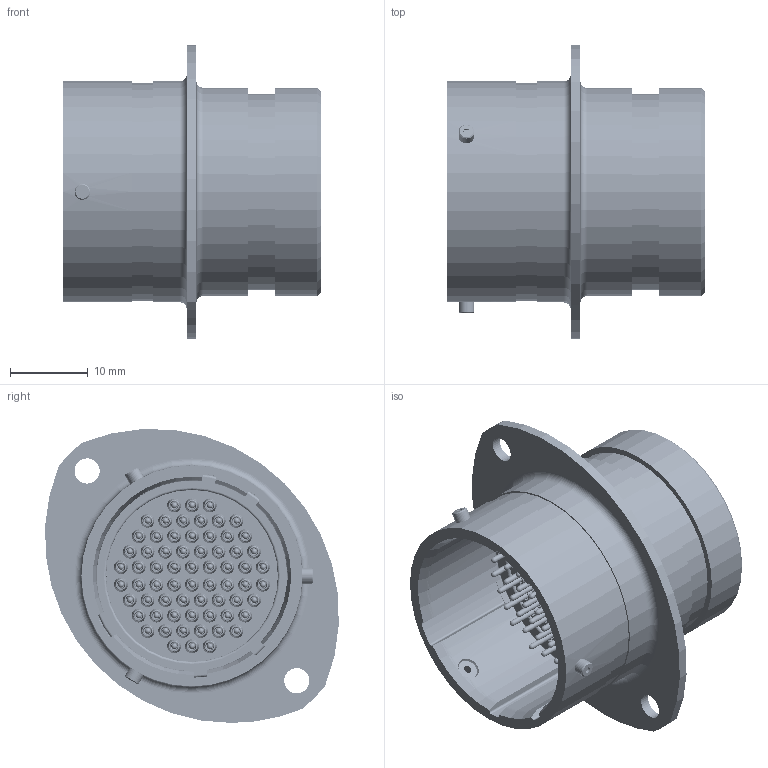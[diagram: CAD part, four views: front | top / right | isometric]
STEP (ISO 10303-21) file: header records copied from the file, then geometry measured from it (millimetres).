
FILE_DESCRIPTION (( 'STEP AP214' ), '1' );
FILE_NAME ('AS018-35PB.STEP', '2017-08-04T10:04:12', ( '' ), ( '' ), 'SwSTEP 2.0', 'SolidWorks 2015', '' );
FILE_SCHEMA (( 'AUTOMOTIVE_DESIGN' ));
Length unit declared in the file: inch
Products named in the file (1): AS018-35PB
Bounding box: 33.31 x 37.8 x 37.85 mm (x, y, z)
Volume: 11170.6 mm3; surface area: 14071.1 mm2
Topology: 4 solids, 74 shells, 6024 faces, 12144 edges, 6931 vertices
Faces by surface type: torus 2400, cylinder 1822, cone 944, plane 842, sphere 16
Entity records: 234067 total; most frequent: DIRECTION 33419, CARTESIAN_POINT 25469, ORIENTED_EDGE 24256, AXIS2_PLACEMENT_3D 15310, EDGE_CURVE 12128, CIRCLE 9287, VERTEX_POINT 6925, EDGE_LOOP 6837
